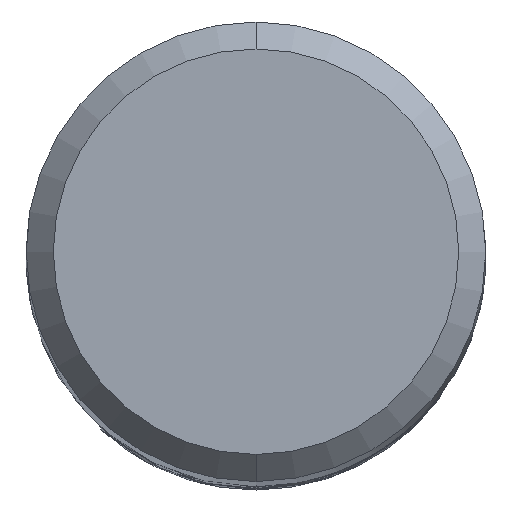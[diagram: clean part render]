
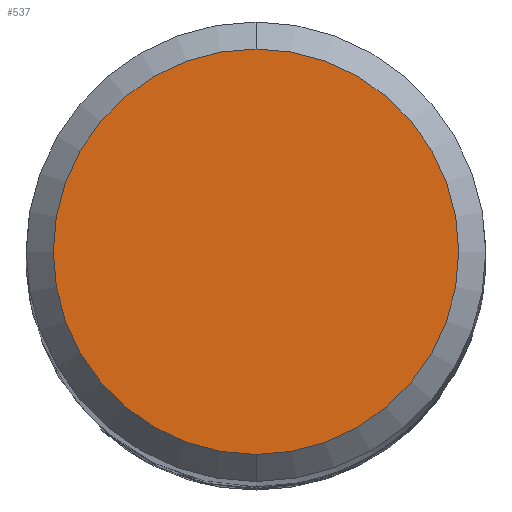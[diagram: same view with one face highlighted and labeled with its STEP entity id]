
A CAD part, top view. The second image highlights one B-rep face of the part: STEP entity #537.
In plain terms, the highlighted planar face has unit normal (0, 0, 1).
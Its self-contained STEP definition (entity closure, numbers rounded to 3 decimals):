
#379=EDGE_CURVE('',#471,#517,#877,.T.);
#443=EDGE_CURVE('',#517,#471,#947,.T.);
#471=VERTEX_POINT('',#976);
#517=VERTEX_POINT('',#1028);
#537=ADVANCED_FACE('',(#1048),#1049,.T.);
#877=CIRCLE('',#2861,3.0);
#947=CIRCLE('',#3386,3.0);
#976=CARTESIAN_POINT('',(0.,-3.0,0.0));
#1028=CARTESIAN_POINT('',(0.0,3.0,0.0));
#1048=FACE_OUTER_BOUND('',#5600,.T.);
#1049=PLANE('',#5601);
#2861=AXIS2_PLACEMENT_3D('',#7514,#7515,#7516);
#3386=AXIS2_PLACEMENT_3D('',#7597,#7598,#7599);
#5600=EDGE_LOOP('',(#7669,#7670));
#5601=AXIS2_PLACEMENT_3D('',#7671,#7672,#7673);
#7514=CARTESIAN_POINT('',(0.0,0.0,0.0));
#7515=DIRECTION('',(0.0,0.0,-1.0));
#7516=DIRECTION('',(0.0,1.0,0.0));
#7597=CARTESIAN_POINT('',(0.0,0.0,0.0));
#7598=DIRECTION('',(0.0,0.0,-1.0));
#7599=DIRECTION('',(0.0,1.0,0.0));
#7669=ORIENTED_EDGE('',*,*,#443,.F.);
#7670=ORIENTED_EDGE('',*,*,#379,.F.);
#7671=CARTESIAN_POINT('',(0.0,1.5,0.0));
#7672=DIRECTION('',(-0.0,0.0,1.0));
#7673=DIRECTION('',(0.0,-1.0,0.0));
